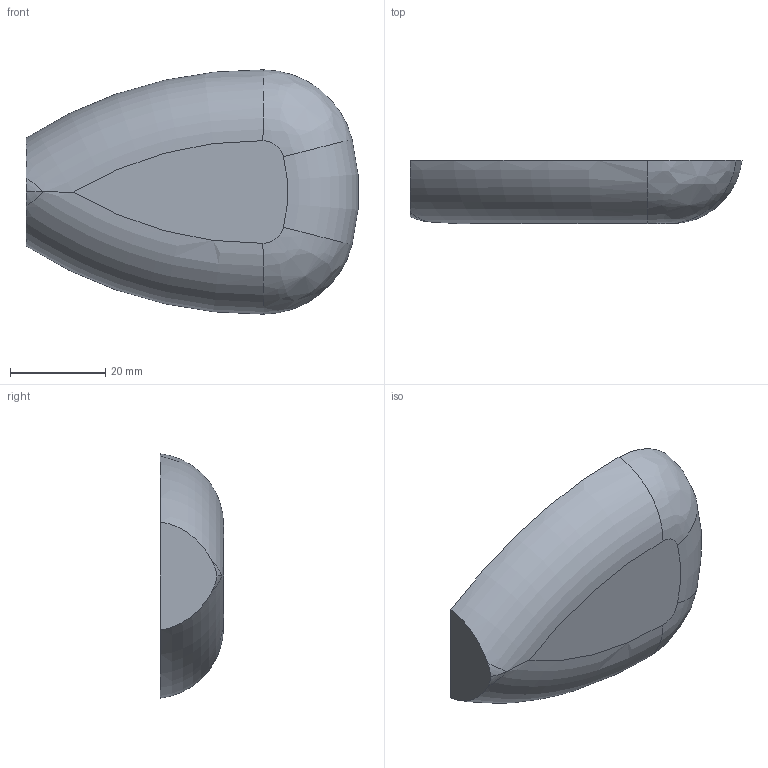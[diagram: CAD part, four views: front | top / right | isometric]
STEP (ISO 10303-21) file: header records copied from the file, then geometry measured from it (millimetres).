
FILE_DESCRIPTION(/* description */ (''),/* implementation_level */ '2;1');
FILE_NAME(/* name */ 'old middle.stp',/* time_stamp */ '2021-10-12T21:20:55+01:00',/* author */ (''),/* organization */ (''),/* preprocessor_version */ 'ST-DEVELOPER v18.1',/* originating_system */ 'Autodesk Translation Framework v10.10.0.1391',/* authorisation */ '');
FILE_SCHEMA (('AUTOMOTIVE_DESIGN { 1 0 10303 214 3 1 1 }'));
Length unit declared in the file: millimetre
Products named in the file (1): old middle
Bounding box: 69.8 x 13.25 x 51.37 mm (x, y, z)
Volume: 31181.4 mm3; surface area: 7279.1 mm2
Topology: 1 solids, 1 shells, 10 faces, 23 edges, 15 vertices
Faces by surface type: bspline 4, plane 3, torus 3
Entity records: 394 total; most frequent: CARTESIAN_POINT 147, ORIENTED_EDGE 46, DIRECTION 43, EDGE_CURVE 23, AXIS2_PLACEMENT_3D 21, VERTEX_POINT 15, CIRCLE 14, FACE_OUTER_BOUND 10
